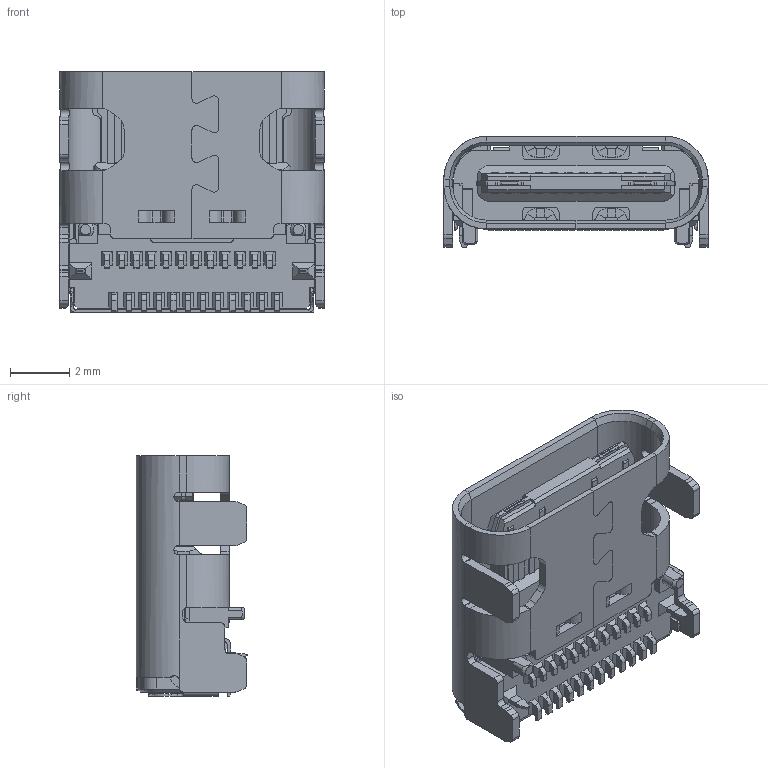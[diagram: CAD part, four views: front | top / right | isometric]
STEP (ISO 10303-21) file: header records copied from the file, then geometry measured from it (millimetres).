
FILE_DESCRIPTION(/* description */ (''),/* implementation_level */ '2;1');
FILE_NAME(/* name */ 'USBC Female v2.stp',/* time_stamp */ '2025-09-12T00:23:43+02:00',/* author */ (''),/* organization */ (''),/* preprocessor_version */ 'ST-DEVELOPER v20.1',/* originating_system */ 'Autodesk Translation Framework v14.10.0.0',/* authorisation */ '');
FILE_SCHEMA (('AUTOMOTIVE_DESIGN { 1 0 10303 214 3 1 1 }'));
Products named in the file (2): USB-C Female; 10137065-00021lf_1
Assembly tree (1 placements, depth 2):
  USB-C Female
    10137065-00021lf_1
Bounding box: 8.94 x 3.77 x 8.15 mm (x, y, z)
Volume: 128.2 mm3; surface area: 669.5 mm2
Topology: 19 solids, 19 shells, 2080 faces, 5833 edges, 3676 vertices
Faces by surface type: plane 1351, cylinder 683, bspline 22, cone 16, sphere 8
Entity records: 67875 total; most frequent: CARTESIAN_POINT 13204, ORIENTED_EDGE 11650, DIRECTION 11405, EDGE_CURVE 5825, LINE 4239, VECTOR 4239, VERTEX_POINT 3676, AXIS2_PLACEMENT_3D 3583
